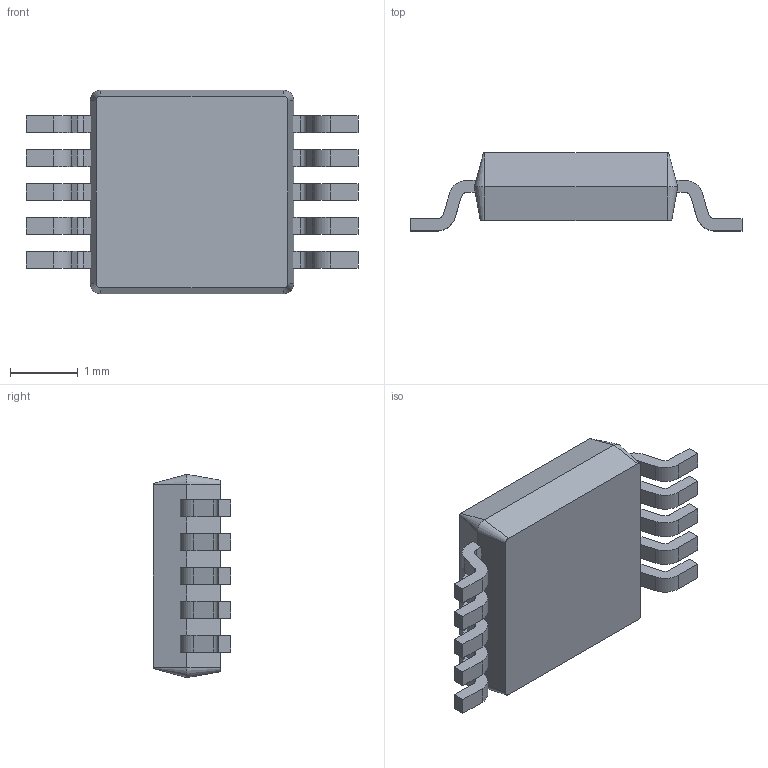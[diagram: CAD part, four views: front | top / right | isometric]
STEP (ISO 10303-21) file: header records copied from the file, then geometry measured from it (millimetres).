
FILE_DESCRIPTION (( 'STEP AP214' ), '1' );
FILE_NAME ('msop-10.STEP', '2021-05-07T19:12:54', ( '' ), ( '' ), 'SwSTEP 2.0', 'SolidWorks 2019', '' );
FILE_SCHEMA (( 'AUTOMOTIVE_DESIGN' ));
Length unit declared in the file: millimetre
Products named in the file (1): msop-10
Bounding box: 4.9 x 1.15 x 3 mm (x, y, z)
Volume: 8.9 mm3; surface area: 38.4 mm2
Topology: 1 solids, 1 shells, 151 faces, 436 edges, 288 vertices
Faces by surface type: plane 101, cylinder 40, cone 10
Entity records: 6637 total; most frequent: CARTESIAN_POINT 876, ORIENTED_EDGE 872, DIRECTION 836, EDGE_CURVE 436, LINE 340, VECTOR 340, VERTEX_POINT 288, AXIS2_PLACEMENT_3D 248
